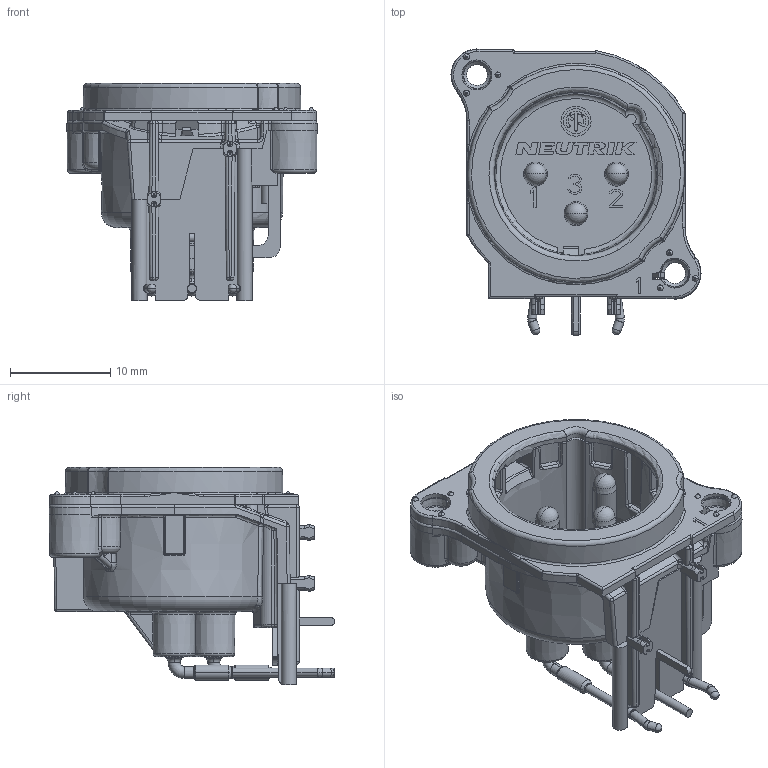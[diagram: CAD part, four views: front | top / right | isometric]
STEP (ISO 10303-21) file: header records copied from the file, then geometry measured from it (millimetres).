
FILE_DESCRIPTION((''),'2;1');
FILE_NAME('30010014','2024-03-04T13:21:37',('phk'),(''),'CREO PARAMETRIC BY PTC INC, 2021184','CREO PARAMETRIC BY PTC INC, 2021184','');
FILE_SCHEMA(('AP242_MANAGED_MODEL_BASED_3D_ENGINEERING_MIM_LF { 1 0 10303 442 1 1 4 }'));
Products named in the file (1): 30010014
Bounding box: 25 x 28.57 x 21.7 mm (x, y, z)
Volume: 2562 mm3; surface area: 5055.2 mm2
Topology: 1 solids, 6 shells, 1589 faces, 4088 edges, 2489 vertices
Faces by surface type: plane 513, cylinder 374, bspline 280, torus 171, cone 115, sphere 107, extrusion 29
Entity records: 59418 total; most frequent: CARTESIAN_POINT 21406, ORIENTED_EDGE 7996, DIRECTION 7063, EDGE_CURVE 3998, AXIS2_PLACEMENT_3D 2640, VERTEX_POINT 2419, VECTOR 1783, LINE 1754
